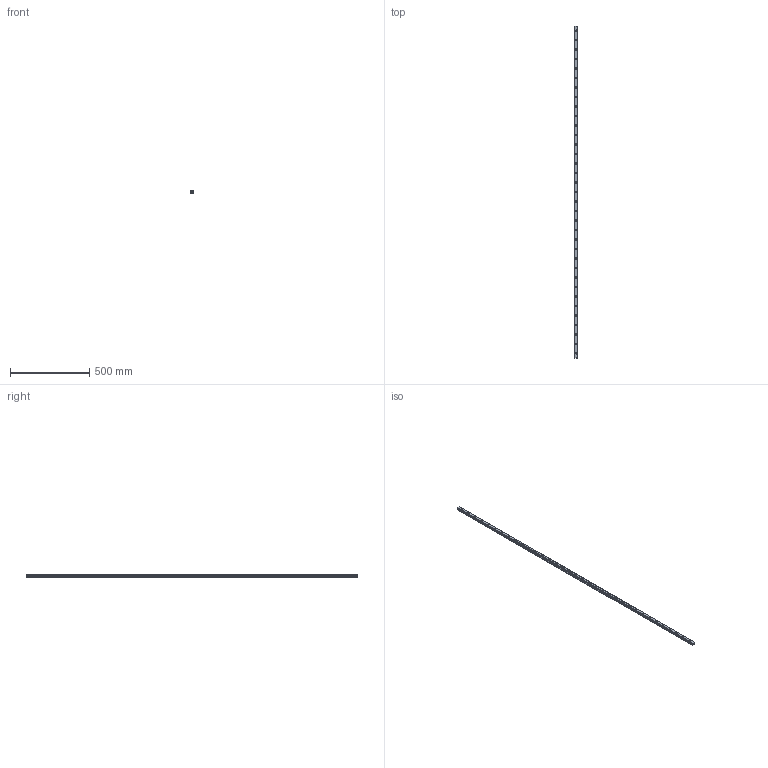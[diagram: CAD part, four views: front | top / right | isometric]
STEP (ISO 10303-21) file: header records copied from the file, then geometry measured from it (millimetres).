
FILE_DESCRIPTION(('STEP AP214'),'1');
FILE_NAME('cctmp_9FEDDA52-ABEC-4FD2-BEDC-9D363C347197_2020_5_18_13_19_23_845..stp','2020-05-18T11:19:24',('HIWIN GmbH'),('CADClick - www.CADClick.com'),'Spatial InterOp 3D',' ','unknown authorization');
FILE_SCHEMA(('AUTOMOTIVE_DESIGN'));
Length unit declared in the file: millimetre
Products named in the file (1): HGR20R2100H_FILE
Bounding box: 20 x 2100 x 17.5 mm (x, y, z)
Volume: 600368 mm3; surface area: 178252.3 mm2
Topology: 1 solids, 1 shells, 422 faces, 933 edges, 622 vertices
Faces by surface type: cylinder 232, plane 190
Entity records: 15241 total; most frequent: DIRECTION 2243, CARTESIAN_POINT 1978, ORIENTED_EDGE 1866, EDGE_CURVE 933, AXIS2_PLACEMENT_3D 887, VERTEX_POINT 622, EDGE_LOOP 531, LINE 469
